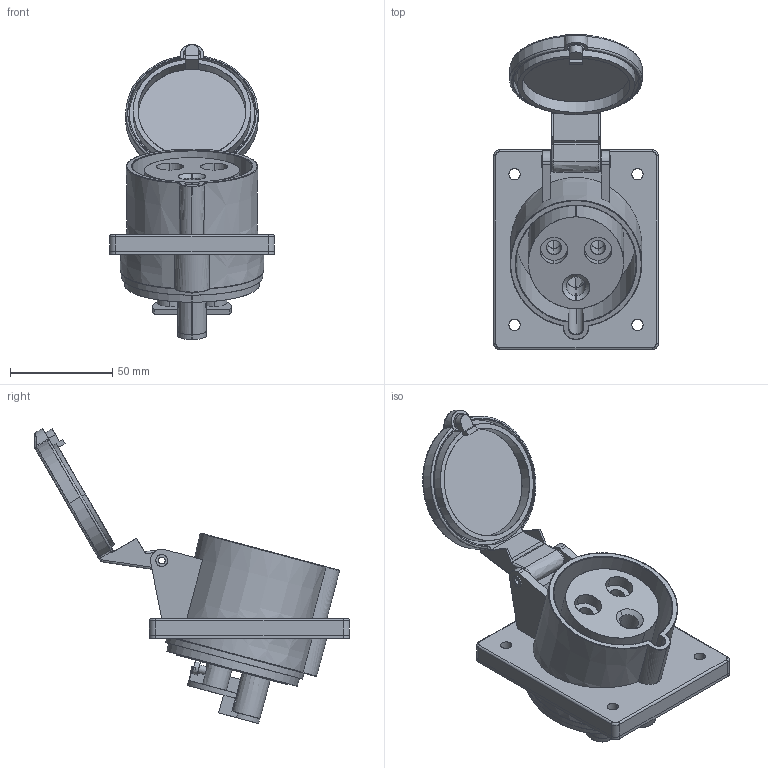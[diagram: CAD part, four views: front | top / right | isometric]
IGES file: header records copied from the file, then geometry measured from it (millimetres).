
Start section: SolidWorks IGES file using analytic representation for surfaces
Global section: file name: 84232233.IGS; native system: SolidWorks 2009; preprocessor: SolidWorks 2009; author: rmarsh; date: 090929.142858; units: millimetre
Bounding box: 80.4 x 153.7 x 144.08 mm (x, y, z)
Surface area: 86403.3 mm2 (no closed solid volume)
Topology: 0 solids, 0 shells, 377 faces, 6961 edges, 6959 vertices
Faces by surface type: bspline 209, revolution 168
